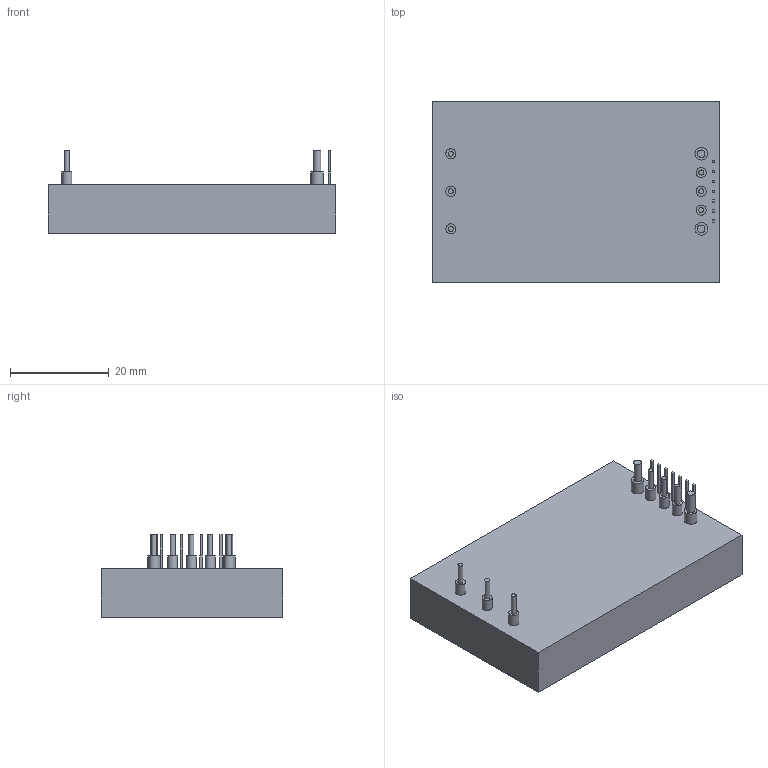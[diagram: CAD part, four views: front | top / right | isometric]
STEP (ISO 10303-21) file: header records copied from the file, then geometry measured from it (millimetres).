
FILE_DESCRIPTION(/* description */ (''),/* implementation_level */ '2;1');
FILE_NAME(/* name */ '5f8dd3d2720fb5139b57944f',/* time_stamp */ '2020-10-19T17:58:42+00:00',/* author */ (''),/* organization */ (''),/* preprocessor_version */ 'ST-DEVELOPER v16.7',/* originating_system */ $,/* authorisation */ $);
FILE_SCHEMA (('AUTOMOTIVE_DESIGN {1 0 10303 214 3 1 1}'));
Length unit declared in the file: metre
Products named in the file (1): Part 1
Bounding box: 58.42 x 36.83 x 16.76 mm (x, y, z)
Volume: 21387.2 mm3; surface area: 6624.4 mm2
Topology: 1 solids, 1 shells, 93 faces, 195 edges, 130 vertices
Faces by surface type: plane 74, cylinder 19
Full cylindrical faces by diameter (mm): 1.016 x6, 1.524 x2, 2.032 x6, 2.54 x2, 3.048 x2
Entity records: 2407 total; most frequent: DIRECTION 403, CARTESIAN_POINT 401, ORIENTED_EDGE 354, EDGE_CURVE 177, LINE 139, VECTOR 139, EDGE_LOOP 137, FACE_BOUND 137
